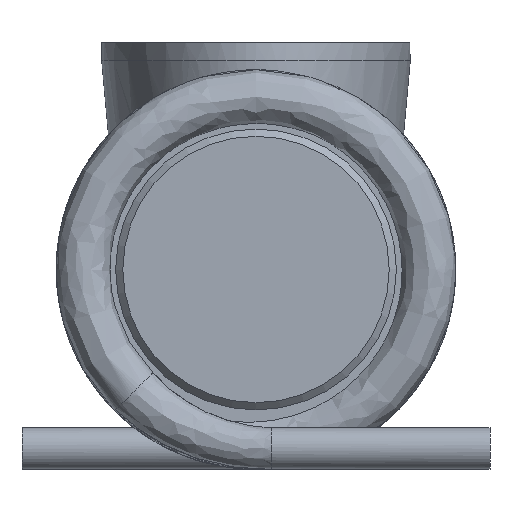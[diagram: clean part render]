
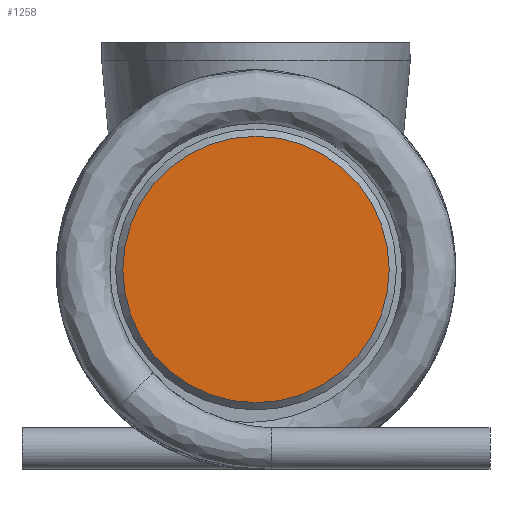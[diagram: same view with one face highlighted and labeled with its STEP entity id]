
A CAD part, left-side view. The second image highlights one B-rep face of the part: STEP entity #1258.
In plain terms, the highlighted face is planar.
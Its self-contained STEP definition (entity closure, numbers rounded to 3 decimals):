
#214=PLANE('',#1305);
#492=ORIENTED_EDGE('',*,*,#636,.F.);
#636=EDGE_CURVE('',#741,#741,#753,.T.);
#741=VERTEX_POINT('',#6209);
#753=CIRCLE('',#1306,3.7);
#808=EDGE_LOOP('',(#492));
#866=FACE_BOUND('',#808,.T.);
#1258=ADVANCED_FACE('',(#866),#214,.F.);
#1305=AXIS2_PLACEMENT_3D('',#6207,#1403,#1404);
#1306=AXIS2_PLACEMENT_3D('',#6208,#1405,#1406);
#1403=DIRECTION('',(0.,1.,0.));
#1404=DIRECTION('',(0.,0.,1.));
#1405=DIRECTION('',(0.,1.,0.));
#1406=DIRECTION('',(0.,0.,1.));
#6207=CARTESIAN_POINT('',(0.,-12.5,0.));
#6208=CARTESIAN_POINT('',(0.,-12.5,0.));
#6209=CARTESIAN_POINT('',(0.,-12.5,3.7));
